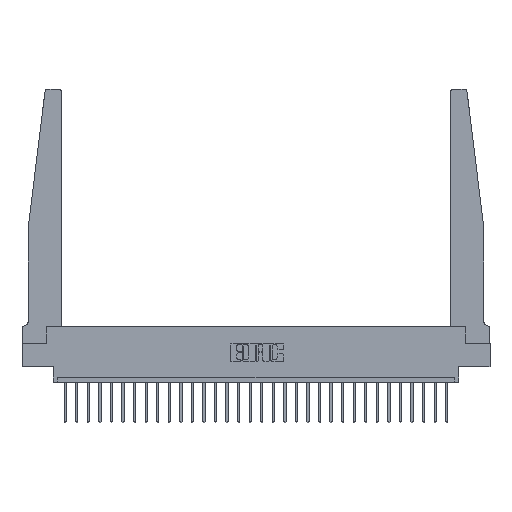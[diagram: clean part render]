
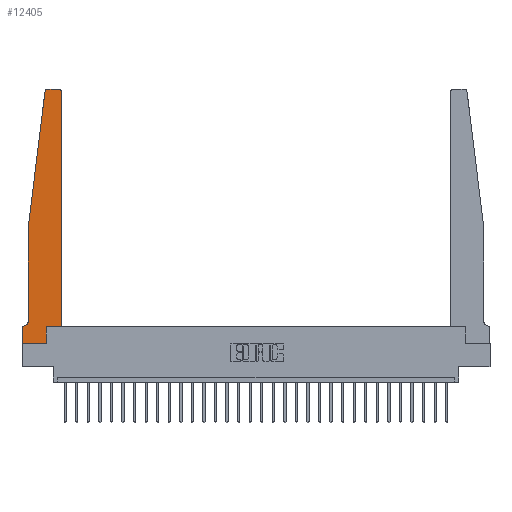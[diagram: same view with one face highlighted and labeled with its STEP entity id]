
A CAD part, top view. The second image highlights one B-rep face of the part: STEP entity #12405.
In plain terms, the highlighted planar face has unit normal (0, 0, 1).
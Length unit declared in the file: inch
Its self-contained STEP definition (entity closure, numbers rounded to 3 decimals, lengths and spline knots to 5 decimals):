
#4 = CARTESIAN_POINT ( 'NONE',  ( 0.24675, 2.72367, 0.37 ) ) ;
#30 = VERTEX_POINT ( 'NONE', #17603 ) ;
#59 = DIRECTION ( 'NONE',  ( 0., 1., 0. ) ) ;
#387 = EDGE_CURVE ( 'NONE', #1790, #15810, #17277, .T. ) ;
#560 = DIRECTION ( 'NONE',  ( 1., 0., 0. ) ) ;
#694 = VECTOR ( 'NONE', #560, 39.37008 ) ;
#924 = EDGE_CURVE ( 'NONE', #2870, #25540, #20856, .T. ) ;
#1156 = VERTEX_POINT ( 'NONE', #2392 ) ;
#1790 = VERTEX_POINT ( 'NONE', #11466 ) ;
#2306 = ORIENTED_EDGE ( 'NONE', *, *, #24251, .T. ) ;
#2392 = CARTESIAN_POINT ( 'NONE',  ( 0., 0., 0.37 ) ) ;
#2409 = ORIENTED_EDGE ( 'NONE', *, *, #13666, .T. ) ;
#2456 = FACE_OUTER_BOUND ( 'NONE', #25128, .T. ) ;
#2504 = EDGE_CURVE ( 'NONE', #1156, #30, #2827, .T. ) ;
#2585 = CARTESIAN_POINT ( 'NONE',  ( 0.425, 0.18, 0.37 ) ) ;
#2827 = LINE ( 'NONE', #14035, #6723 ) ;
#2870 = VERTEX_POINT ( 'NONE', #13030 ) ;
#3821 = PLANE ( 'NONE',  #15332 ) ;
#3949 = ORIENTED_EDGE ( 'NONE', *, *, #2504, .T. ) ;
#4112 = CARTESIAN_POINT ( 'NONE',  ( 0.2605, 0.18, 0.37 ) ) ;
#4143 = DIRECTION ( 'NONE',  ( 0., 0., 1. ) ) ;
#4167 = DIRECTION ( 'NONE',  ( 1., 0., 0. ) ) ;
#4341 = CARTESIAN_POINT ( 'NONE',  ( 0.2605, 0.18, 0.37 ) ) ;
#4597 = CARTESIAN_POINT ( 'NONE',  ( 0.395, 2.75, 0.37 ) ) ;
#5013 = AXIS2_PLACEMENT_3D ( 'NONE', #16453, #4143, #6253 ) ;
#5165 = ORIENTED_EDGE ( 'NONE', *, *, #8138, .T. ) ;
#5216 = VERTEX_POINT ( 'NONE', #4597 ) ;
#5787 = CARTESIAN_POINT ( 'NONE',  ( 0.065, 1.25, 0.37 ) ) ;
#6158 = VECTOR ( 'NONE', #7752, 39.37008 ) ;
#6170 = CARTESIAN_POINT ( 'NONE',  ( 0.065, 0.1875, 0.37 ) ) ;
#6178 = DIRECTION ( 'NONE',  ( 0., 0., 1. ) ) ;
#6253 = DIRECTION ( 'NONE',  ( 1., 0., 0. ) ) ;
#6284 = DIRECTION ( 'NONE',  ( 1., 0., 0. ) ) ;
#6723 = VECTOR ( 'NONE', #20530, 39.37008 ) ;
#6833 = VECTOR ( 'NONE', #25045, 39.37008 ) ;
#6920 = VERTEX_POINT ( 'NONE', #7304 ) ;
#7167 = CARTESIAN_POINT ( 'NONE',  ( 0.065, 1.25, 0.37 ) ) ;
#7304 = CARTESIAN_POINT ( 'NONE',  ( 0.065, 0.2375, 0.37 ) ) ;
#7710 = CARTESIAN_POINT ( 'NONE',  ( 0., 0., 0.37 ) ) ;
#7752 = DIRECTION ( 'NONE',  ( -1., 0., 0. ) ) ;
#8138 = EDGE_CURVE ( 'NONE', #25540, #5216, #13218, .T. ) ;
#8198 = ORIENTED_EDGE ( 'NONE', *, *, #23966, .T. ) ;
#8557 = LINE ( 'NONE', #2585, #694 ) ;
#9869 = DIRECTION ( 'NONE',  ( 0., -1., 0. ) ) ;
#9911 = CARTESIAN_POINT ( 'NONE',  ( 0.015, 0.2375, 0.37 ) ) ;
#9958 = ORIENTED_EDGE ( 'NONE', *, *, #18531, .T. ) ;
#11466 = CARTESIAN_POINT ( 'NONE',  ( 0.27653, 2.75, 0.37 ) ) ;
#11675 = CARTESIAN_POINT ( 'NONE',  ( 0.25, 2.75, 0.37 ) ) ;
#11733 = LINE ( 'NONE', #11675, #6158 ) ;
#11763 = VERTEX_POINT ( 'NONE', #4341 ) ;
#12147 = LINE ( 'NONE', #5787, #25217 ) ;
#12215 = CARTESIAN_POINT ( 'NONE',  ( 0., 0.1875, 0.37 ) ) ;
#12230 = VECTOR ( 'NONE', #9869, 39.37008 ) ;
#12405 = ADVANCED_FACE ( 'NONE', ( #2456 ), #3821, .T. ) ;
#13030 = CARTESIAN_POINT ( 'NONE',  ( 0.425, 0.18, 0.37 ) ) ;
#13200 = LINE ( 'NONE', #7710, #12230 ) ;
#13218 = CIRCLE ( 'NONE', #21405, 0.03 ) ;
#13605 = VERTEX_POINT ( 'NONE', #7167 ) ;
#13666 = EDGE_CURVE ( 'NONE', #16189, #1156, #13200, .T. ) ;
#14035 = CARTESIAN_POINT ( 'NONE',  ( 0., 0., 0.37 ) ) ;
#14447 = CARTESIAN_POINT ( 'NONE',  ( 0.425, 0.18, 0.37 ) ) ;
#14592 = ORIENTED_EDGE ( 'NONE', *, *, #21317, .T. ) ;
#14758 = DIRECTION ( 'NONE',  ( 0., 0., 1. ) ) ;
#15332 = AXIS2_PLACEMENT_3D ( 'NONE', #12215, #6178, #6284 ) ;
#15461 = ORIENTED_EDGE ( 'NONE', *, *, #25973, .T. ) ;
#15739 = VERTEX_POINT ( 'NONE', #26462 ) ;
#15810 = VERTEX_POINT ( 'NONE', #4 ) ;
#16189 = VERTEX_POINT ( 'NONE', #27108 ) ;
#16384 = VECTOR ( 'NONE', #16829, 39.37008 ) ;
#16453 = CARTESIAN_POINT ( 'NONE',  ( 0.27653, 2.72, 0.37 ) ) ;
#16661 = CARTESIAN_POINT ( 'NONE',  ( 0.395, 2.72, 0.37 ) ) ;
#16707 = ORIENTED_EDGE ( 'NONE', *, *, #387, .T. ) ;
#16829 = DIRECTION ( 'NONE',  ( -1., 0., 0. ) ) ;
#16840 = DIRECTION ( 'NONE',  ( -0.122, -0.992, 0. ) ) ;
#17273 = VECTOR ( 'NONE', #59, 39.37008 ) ;
#17277 = CIRCLE ( 'NONE', #5013, 0.03 ) ;
#17603 = CARTESIAN_POINT ( 'NONE',  ( 0.2605, 0., 0.37 ) ) ;
#17898 = AXIS2_PLACEMENT_3D ( 'NONE', #9911, #24541, #20425 ) ;
#17940 = LINE ( 'NONE', #4112, #17273 ) ;
#18389 = ORIENTED_EDGE ( 'NONE', *, *, #924, .T. ) ;
#18531 = EDGE_CURVE ( 'NONE', #15739, #16189, #21946, .T. ) ;
#19220 = CARTESIAN_POINT ( 'NONE',  ( 0.425, 2.72, 0.37 ) ) ;
#20425 = DIRECTION ( 'NONE',  ( -1., 0., 0. ) ) ;
#20530 = DIRECTION ( 'NONE',  ( 1., 0., 0. ) ) ;
#20856 = LINE ( 'NONE', #14447, #6833 ) ;
#21317 = EDGE_CURVE ( 'NONE', #15810, #13605, #26422, .T. ) ;
#21405 = AXIS2_PLACEMENT_3D ( 'NONE', #16661, #14758, #4167 ) ;
#21705 = ORIENTED_EDGE ( 'NONE', *, *, #25419, .T. ) ;
#21946 = LINE ( 'NONE', #6170, #16384 ) ;
#22802 = CIRCLE ( 'NONE', #17898, 0.05 ) ;
#23271 = CARTESIAN_POINT ( 'NONE',  ( 0.065, 1.25, 0.37 ) ) ;
#23966 = EDGE_CURVE ( 'NONE', #13605, #6920, #12147, .T. ) ;
#24251 = EDGE_CURVE ( 'NONE', #11763, #2870, #8557, .T. ) ;
#24541 = DIRECTION ( 'NONE',  ( 0., 0., -1. ) ) ;
#25045 = DIRECTION ( 'NONE',  ( 0., 1., 0. ) ) ;
#25128 = EDGE_LOOP ( 'NONE', ( #25346, #16707, #14592, #8198, #15461, #9958, #2409, #3949, #21705, #2306, #18389, #5165 ) ) ;
#25217 = VECTOR ( 'NONE', #26897, 39.37008 ) ;
#25346 = ORIENTED_EDGE ( 'NONE', *, *, #25863, .T. ) ;
#25419 = EDGE_CURVE ( 'NONE', #30, #11763, #17940, .T. ) ;
#25449 = VECTOR ( 'NONE', #16840, 39.37008 ) ;
#25540 = VERTEX_POINT ( 'NONE', #19220 ) ;
#25863 = EDGE_CURVE ( 'NONE', #5216, #1790, #11733, .T. ) ;
#25973 = EDGE_CURVE ( 'NONE', #6920, #15739, #22802, .T. ) ;
#26422 = LINE ( 'NONE', #23271, #25449 ) ;
#26462 = CARTESIAN_POINT ( 'NONE',  ( 0.015, 0.1875, 0.37 ) ) ;
#26897 = DIRECTION ( 'NONE',  ( 0., -1., 0. ) ) ;
#27108 = CARTESIAN_POINT ( 'NONE',  ( 0., 0.1875, 0.37 ) ) ;
